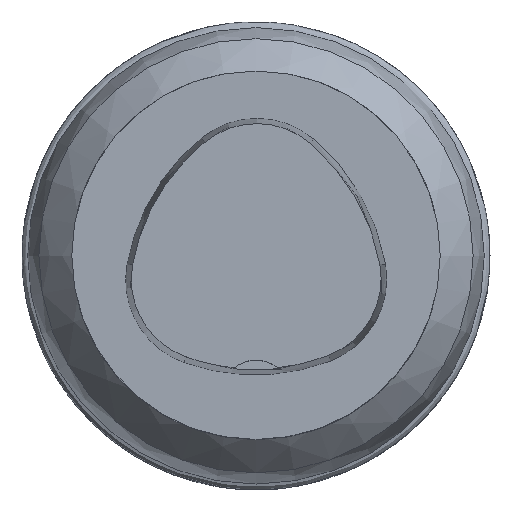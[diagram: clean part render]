
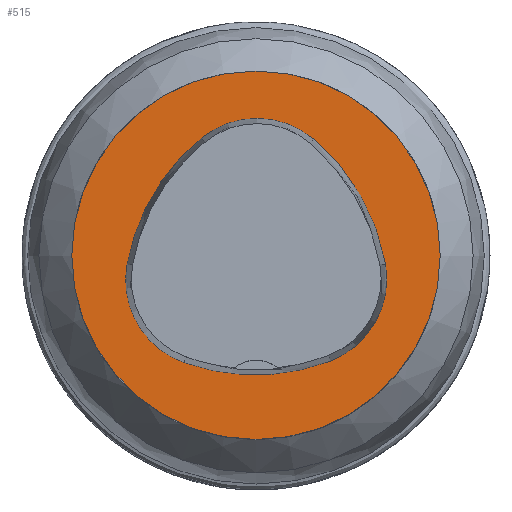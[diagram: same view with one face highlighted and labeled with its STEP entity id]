
A CAD part, top view. The second image highlights one B-rep face of the part: STEP entity #515.
In plain terms, the highlighted planar face has unit normal (0, 0, 1).
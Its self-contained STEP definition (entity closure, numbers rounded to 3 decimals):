
#173=PLANE('',#780);
#242=EDGE_LOOP('',(#339,#340,#341,#342,#343,#344));
#243=EDGE_LOOP('',(#345));
#339=ORIENTED_EDGE('',*,*,#416,.T.);
#340=ORIENTED_EDGE('',*,*,#414,.T.);
#341=ORIENTED_EDGE('',*,*,#412,.T.);
#342=ORIENTED_EDGE('',*,*,#410,.T.);
#343=ORIENTED_EDGE('',*,*,#408,.T.);
#344=ORIENTED_EDGE('',*,*,#406,.T.);
#345=ORIENTED_EDGE('',*,*,#429,.F.);
#406=EDGE_CURVE('',#583,#582,#465,.T.);
#408=EDGE_CURVE('',#584,#583,#466,.T.);
#410=EDGE_CURVE('',#585,#584,#467,.T.);
#412=EDGE_CURVE('',#586,#585,#468,.T.);
#414=EDGE_CURVE('',#587,#586,#469,.T.);
#416=EDGE_CURVE('',#582,#587,#470,.T.);
#429=EDGE_CURVE('',#596,#596,#471,.T.);
#465=CIRCLE('',#757,36.);
#466=CIRCLE('',#759,15.);
#467=CIRCLE('',#761,36.);
#468=CIRCLE('',#763,15.);
#469=CIRCLE('',#765,36.);
#470=CIRCLE('',#767,15.);
#471=CIRCLE('',#779,31.5);
#515=ADVANCED_FACE('',(#549,#550),#173,.T.);
#549=FACE_BOUND('',#242,.T.);
#550=FACE_BOUND('',#243,.T.);
#582=VERTEX_POINT('',#7763);
#583=VERTEX_POINT('',#7765);
#584=VERTEX_POINT('',#7769);
#585=VERTEX_POINT('',#7773);
#586=VERTEX_POINT('',#7777);
#587=VERTEX_POINT('',#7781);
#596=VERTEX_POINT('',#7813);
#757=AXIS2_PLACEMENT_3D('',#7764,#895,#896);
#759=AXIS2_PLACEMENT_3D('',#7768,#900,#901);
#761=AXIS2_PLACEMENT_3D('',#7772,#905,#906);
#763=AXIS2_PLACEMENT_3D('',#7776,#910,#911);
#765=AXIS2_PLACEMENT_3D('',#7780,#915,#916);
#767=AXIS2_PLACEMENT_3D('',#7784,#920,#921);
#779=AXIS2_PLACEMENT_3D('',#7812,#952,#953);
#780=AXIS2_PLACEMENT_3D('',#7814,#954,#955);
#895=DIRECTION('',(0.,0.,-1.));
#896=DIRECTION('',(-1.,0.,0.));
#900=DIRECTION('',(0.,0.,-1.));
#901=DIRECTION('',(-1.,0.,0.));
#905=DIRECTION('',(0.,0.,-1.));
#906=DIRECTION('',(-1.,0.,0.));
#910=DIRECTION('',(0.,0.,-1.));
#911=DIRECTION('',(-1.,0.,0.));
#915=DIRECTION('',(0.,0.,-1.));
#916=DIRECTION('',(-1.,0.,0.));
#920=DIRECTION('',(0.,0.,-1.));
#921=DIRECTION('',(-1.,0.,0.));
#952=DIRECTION('',(0.,0.,-1.));
#953=DIRECTION('',(-1.,0.,0.));
#954=DIRECTION('',(0.,0.,1.));
#955=DIRECTION('',(1.,0.,0.));
#7763=CARTESIAN_POINT('',(-12.373,-18.307,0.));
#7764=CARTESIAN_POINT('',(-0.137,15.55,0.));
#7765=CARTESIAN_POINT('',(12.693,-18.087,0.));
#7768=CARTESIAN_POINT('',(7.347,-4.071,0.));
#7769=CARTESIAN_POINT('',(22.122,-1.48,0.));
#7772=CARTESIAN_POINT('',(-13.337,-7.7,0.));
#7773=CARTESIAN_POINT('',(9.779,19.898,0.));
#7776=CARTESIAN_POINT('',(0.148,8.399,0.));
#7777=CARTESIAN_POINT('',(-9.317,20.036,0.));
#7780=CARTESIAN_POINT('',(13.398,-7.893,0.));
#7781=CARTESIAN_POINT('',(-22.041,-1.562,0.));
#7784=CARTESIAN_POINT('',(-7.275,-4.2,0.));
#7812=CARTESIAN_POINT('',(0.,0.,0.));
#7813=CARTESIAN_POINT('',(-31.5,0.,0.));
#7814=CARTESIAN_POINT('',(0.,0.,0.));
